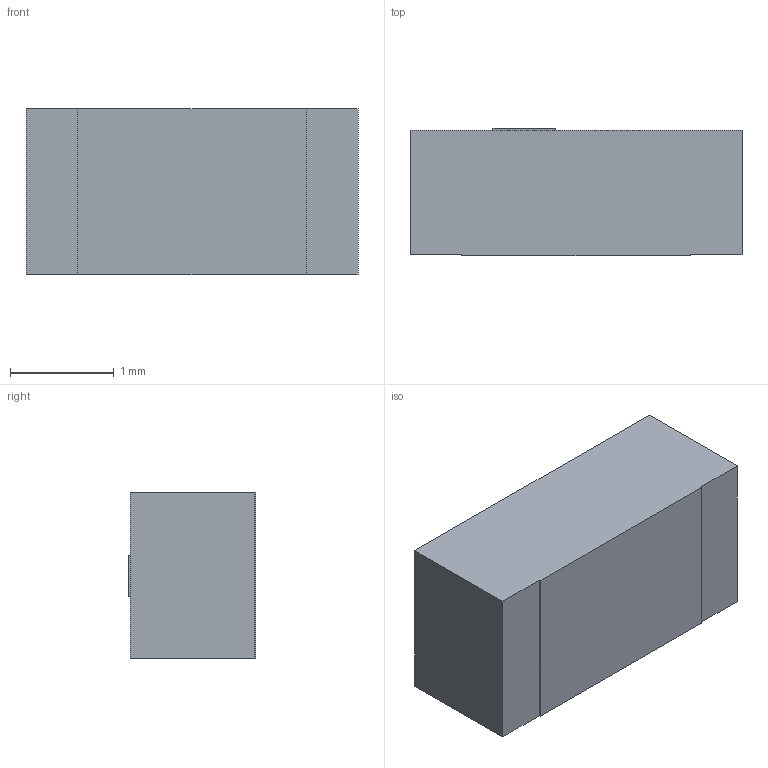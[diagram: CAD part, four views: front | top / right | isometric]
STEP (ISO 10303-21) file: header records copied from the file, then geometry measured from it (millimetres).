
FILE_DESCRIPTION((''),'2;1');
FILE_NAME('2119640001','2019-05-17T',('gga'),(''),'PRO/ENGINEER BY PARAMETRIC TECHNOLOGY CORPORATION, 2016010','PRO/ENGINEER BY PARAMETRIC TECHNOLOGY CORPORATION, 2016010','');
FILE_SCHEMA(('CONFIG_CONTROL_DESIGN'));
Length unit declared in the file: millimetre
Products named in the file (1): 2119640001
Bounding box: 3.2 x 1.23 x 1.6 mm (x, y, z)
Volume: 6.2 mm3; surface area: 21.9 mm2
Topology: 1 solids, 1 shells, 15 faces, 56 edges, 44 vertices
Faces by surface type: plane 15
Entity records: 602 total; most frequent: CARTESIAN_POINT 96, DIRECTION 88, ORIENTED_EDGE 72, VECTOR 56, LINE 56, EDGE_CURVE 36, VERTEX_POINT 24, TRIMMED_CURVE 20
